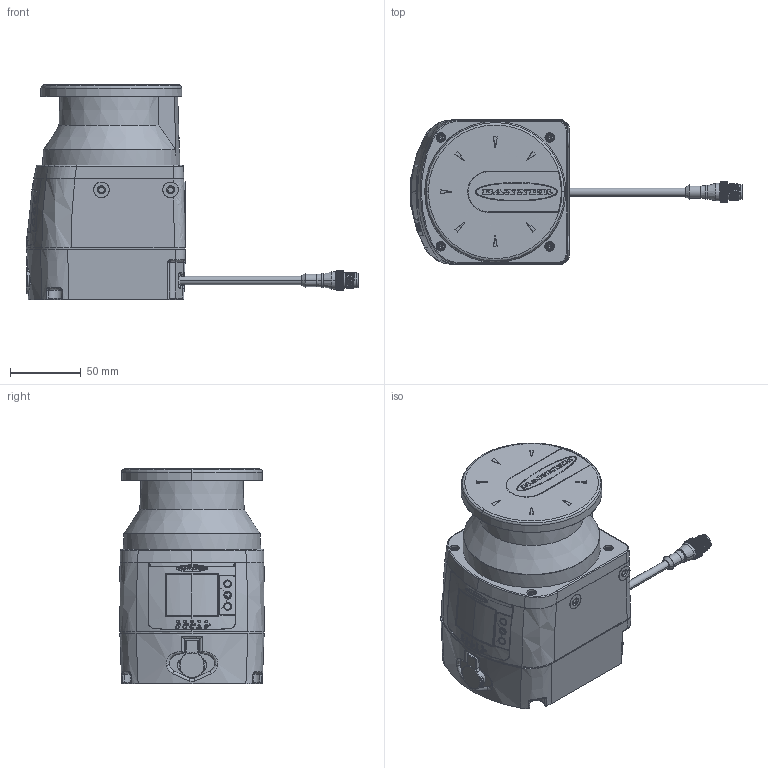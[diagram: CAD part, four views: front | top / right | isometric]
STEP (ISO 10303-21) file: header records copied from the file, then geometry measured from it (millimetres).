
FILE_DESCRIPTION((''),'2;1');
FILE_NAME('209456_ASM','2022-05-12T14:34:04',('PDMAdmin'),('BANNER ENGINEERING'),'CREO PARAMETRIC BY PTC INC, 2019292','CREO PARAMETRIC BY PTC INC, 2019292','');
FILE_SCHEMA(('CONFIG_CONTROL_DESIGN'));
Length unit declared in the file: millimetre
Products named in the file (11): MBRA14187547UCTJ_3_AF0; MBRA14187547UCTJ_AF0_ASM; 209456_TOP_ASM; 209456_BOTTOM; 133273; 122361; 122359; 122360; 133401_ASM; 153397_ASM; 209456_ASM
Assembly tree (17 placements, depth 4):
  209456_ASM
    209456_TOP_ASM
      MBRA14187547UCTJ_AF0_ASM
        MBRA14187547UCTJ_3_AF0
    209456_BOTTOM
    153397_ASM
      133273
      122361
      133401_ASM
        122359
        122360  x8
Bounding box: 234.8 x 102 x 152.15 mm (x, y, z)
Volume: 369900 mm3; surface area: 112770.9 mm2
Topology: 13 solids, 14 shells, 3496 faces, 8554 edges, 5155 vertices
Faces by surface type: bspline 1511, plane 840, cylinder 817, cone 134, extrusion 112, torus 60, sphere 20, revolution 2
Entity records: 153674 total; most frequent: CARTESIAN_POINT 88391, ORIENTED_EDGE 16434, EDGE_CURVE 8217, DIRECTION 8130, VERTEX_POINT 4987, B_SPLINE_CURVE_WITH_KNOTS 4829, EDGE_LOOP 3496, FACE_OUTER_BOUND 3356
